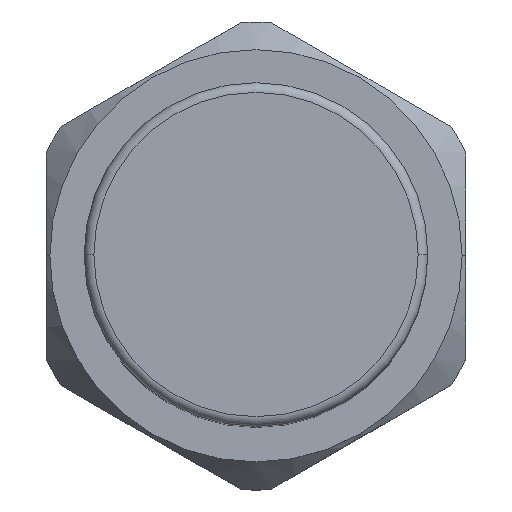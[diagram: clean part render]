
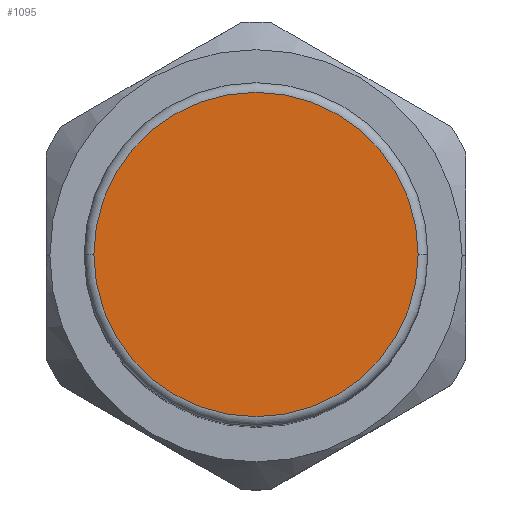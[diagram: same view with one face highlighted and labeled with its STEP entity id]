
A CAD part, top view. The second image highlights one B-rep face of the part: STEP entity #1095.
In plain terms, the highlighted planar face has unit normal (0, 0, 1).
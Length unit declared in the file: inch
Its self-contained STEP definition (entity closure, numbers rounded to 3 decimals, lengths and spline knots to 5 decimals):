
#1 = ORIENTED_EDGE ( 'NONE', *, *, #938, .T. ) ;
#109 = CIRCLE ( 'NONE', #1191, 0.33433 ) ;
#157 = DIRECTION ( 'NONE',  ( 0., 0., 1. ) ) ;
#404 = EDGE_CURVE ( 'NONE', #1346, #1257, #1417, .T. ) ;
#416 = CARTESIAN_POINT ( 'NONE',  ( 0.33433, 0., 2.02756 ) ) ;
#486 = DIRECTION ( 'NONE',  ( 0., 0., 1. ) ) ;
#595 = DIRECTION ( 'NONE',  ( 0., 0., -1. ) ) ;
#618 = CARTESIAN_POINT ( 'NONE',  ( 0., 0., 2.02756 ) ) ;
#657 = DIRECTION ( 'NONE',  ( -1., 0., 0. ) ) ;
#822 = EDGE_LOOP ( 'NONE', ( #1388, #1 ) ) ;
#938 = EDGE_CURVE ( 'NONE', #1257, #1346, #109, .T. ) ;
#968 = CARTESIAN_POINT ( 'NONE',  ( 0., 0.35433, 2.02756 ) ) ;
#981 = DIRECTION ( 'NONE',  ( -1., 0., 0. ) ) ;
#1032 = AXIS2_PLACEMENT_3D ( 'NONE', #968, #595, #1099 ) ;
#1095 = ADVANCED_FACE ( 'NONE', ( #1123 ), #1517, .F. ) ;
#1099 = DIRECTION ( 'NONE',  ( -1., 0., 0. ) ) ;
#1123 = FACE_OUTER_BOUND ( 'NONE', #822, .T. ) ;
#1191 = AXIS2_PLACEMENT_3D ( 'NONE', #618, #486, #981 ) ;
#1195 = AXIS2_PLACEMENT_3D ( 'NONE', #1293, #157, #657 ) ;
#1257 = VERTEX_POINT ( 'NONE', #416 ) ;
#1293 = CARTESIAN_POINT ( 'NONE',  ( 0., 0., 2.02756 ) ) ;
#1346 = VERTEX_POINT ( 'NONE', #1539 ) ;
#1388 = ORIENTED_EDGE ( 'NONE', *, *, #404, .T. ) ;
#1417 = CIRCLE ( 'NONE', #1195, 0.33433 ) ;
#1517 = PLANE ( 'NONE',  #1032 ) ;
#1539 = CARTESIAN_POINT ( 'NONE',  ( -0.33433, 0., 2.02756 ) ) ;
